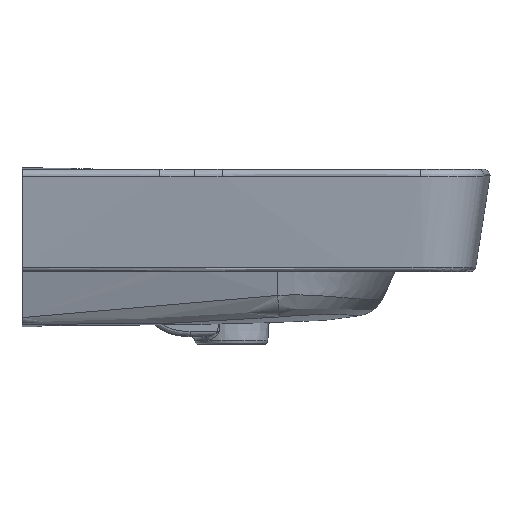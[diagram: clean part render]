
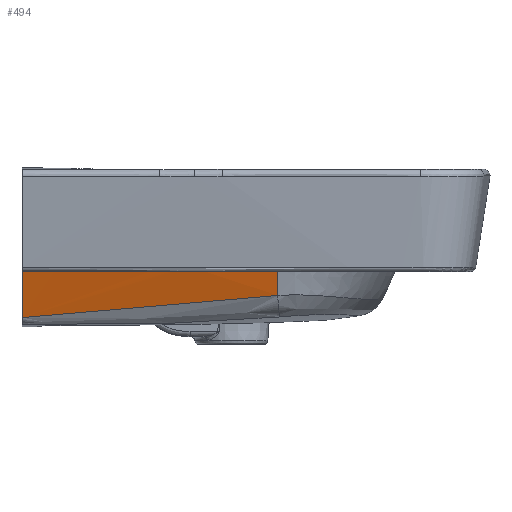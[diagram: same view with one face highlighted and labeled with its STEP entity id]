
A CAD part, left-side view. The second image highlights one B-rep face of the part: STEP entity #494.
In plain terms, the highlighted free-form (B-spline) face has degree [3, 3] with [7, 6] control points.
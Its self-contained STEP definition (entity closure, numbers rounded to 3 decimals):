
#111=(
BOUNDED_CURVE()
B_SPLINE_CURVE(3,(#13835,#13836,#13837,#13838),.UNSPECIFIED.,.F.,.F.)
B_SPLINE_CURVE_WITH_KNOTS((4,4),(0.,1.),.UNSPECIFIED.)
CURVE()
GEOMETRIC_REPRESENTATION_ITEM()
RATIONAL_B_SPLINE_CURVE((1.,1.,1.,1.))
REPRESENTATION_ITEM('')
);
#112=(
BOUNDED_CURVE()
B_SPLINE_CURVE(3,(#14266,#14267,#14268,#14269,#14270,#14271,#14272,#14273,
#14274,#14275,#14276,#14277,#14278,#14279,#14280,#14281),.UNSPECIFIED.,
 .F.,.F.)
B_SPLINE_CURVE_WITH_KNOTS((4,2,2,2,2,2,2,4),(0.,0.066,0.131,
0.263,0.525,0.788,0.919,
1.),.UNSPECIFIED.)
CURVE()
GEOMETRIC_REPRESENTATION_ITEM()
RATIONAL_B_SPLINE_CURVE((1.,1.,1.,
1.,1.,1.,1.,
1.,1.,1.,1.,1.,
1.,1.,1.,1.))
REPRESENTATION_ITEM('')
);
#113=(
BOUNDED_CURVE()
B_SPLINE_CURVE(3,(#14876,#14877,#14878,#14879,#14880,#14881),
 .UNSPECIFIED.,.F.,.F.)
B_SPLINE_CURVE_WITH_KNOTS((4,2,4),(0.,0.458,1.),
 .UNSPECIFIED.)
CURVE()
GEOMETRIC_REPRESENTATION_ITEM()
RATIONAL_B_SPLINE_CURVE((1.,1.,1.,1.,1.,1.))
REPRESENTATION_ITEM('')
);
#114=(
BOUNDED_CURVE()
B_SPLINE_CURVE(3,(#14996,#14997,#14998,#14999),.UNSPECIFIED.,.F.,.F.)
B_SPLINE_CURVE_WITH_KNOTS((4,4),(0.,1.),.UNSPECIFIED.)
CURVE()
GEOMETRIC_REPRESENTATION_ITEM()
RATIONAL_B_SPLINE_CURVE((1.,1.,1.,1.))
REPRESENTATION_ITEM('')
);
#494=ADVANCED_FACE('',(#846),#677,.F.);
#677=B_SPLINE_SURFACE_WITH_KNOTS('',3,3,((#15215,#15216,#15217,#15218,#15219,
#15220),(#15221,#15222,#15223,#15224,#15225,#15226),(#15227,#15228,#15229,
#15230,#15231,#15232),(#15233,#15234,#15235,#15236,#15237,#15238),(#15239,
#15240,#15241,#15242,#15243,#15244),(#15245,#15246,#15247,#15248,#15249,
#15250),(#15251,#15252,#15253,#15254,#15255,#15256)),.UNSPECIFIED.,.F.,
 .F.,.F.,(4,1,2,4),(4,2,4),(0.,0.44,0.88,1.),
(0.,0.951,1.),.UNSPECIFIED.);
#846=FACE_OUTER_BOUND('',#1131,.T.);
#1131=EDGE_LOOP('',(#2155,#2156,#2157,#2158,#2159,#2160,#2161,#2162));
#2155=ORIENTED_EDGE('',*,*,#3725,.F.);
#2156=ORIENTED_EDGE('',*,*,#3714,.F.);
#2157=ORIENTED_EDGE('',*,*,#3728,.T.);
#2158=ORIENTED_EDGE('',*,*,#3381,.F.);
#2159=ORIENTED_EDGE('',*,*,#3685,.F.);
#2160=ORIENTED_EDGE('',*,*,#3684,.F.);
#2161=ORIENTED_EDGE('',*,*,#3682,.F.);
#2162=ORIENTED_EDGE('',*,*,#3711,.F.);
#2955=VERTEX_POINT('',#5280);
#2956=VERTEX_POINT('',#5285);
#3131=VERTEX_POINT('',#13265);
#3139=VERTEX_POINT('',#13681);
#3141=VERTEX_POINT('',#13834);
#3159=VERTEX_POINT('',#14875);
#3161=VERTEX_POINT('',#14995);
#3162=VERTEX_POINT('',#15000);
#3381=EDGE_CURVE('',#2955,#2956,#4088,.T.);
#3682=EDGE_CURVE('',#3141,#3139,#111,.T.);
#3684=EDGE_CURVE('',#3139,#3131,#4258,.T.);
#3685=EDGE_CURVE('',#3131,#2955,#112,.T.);
#3711=EDGE_CURVE('',#3159,#3141,#113,.T.);
#3714=EDGE_CURVE('',#3161,#3162,#114,.T.);
#3725=EDGE_CURVE('',#3162,#3159,#4289,.T.);
#3728=EDGE_CURVE('',#3161,#2956,#4292,.T.);
#4088=B_SPLINE_CURVE_WITH_KNOTS('',3,(#5281,#5282,#5283,#5284),
 .UNSPECIFIED.,.F.,.F.,(4,4),(0.,1.),.UNSPECIFIED.);
#4258=B_SPLINE_CURVE_WITH_KNOTS('',3,(#13857,#13858,#13859,#13860,#13861,
#13862),.UNSPECIFIED.,.F.,.F.,(4,1,1,4),(0.,0.359,0.798,
1.),.UNSPECIFIED.);
#4289=B_SPLINE_CURVE_WITH_KNOTS('',3,(#15143,#15144,#15145,#15146),
 .UNSPECIFIED.,.F.,.F.,(4,4),(0.,1.),.UNSPECIFIED.);
#4292=B_SPLINE_CURVE_WITH_KNOTS('',3,(#15211,#15212,#15213,#15214),
 .UNSPECIFIED.,.F.,.F.,(4,4),(0.,1.),.UNSPECIFIED.);
#5280=CARTESIAN_POINT('',(-214.147,0.,-145.163));
#5281=CARTESIAN_POINT('',(-214.148,0.,-145.163));
#5282=CARTESIAN_POINT('',(-219.507,0.,-128.704));
#5283=CARTESIAN_POINT('',(-224.166,0.,-112.9));
#5284=CARTESIAN_POINT('',(-228.122,0.,-97.75));
#5285=CARTESIAN_POINT('',(-228.122,0.,-97.75));
#13265=CARTESIAN_POINT('',(-215.445,-250.998,-123.491));
#13681=CARTESIAN_POINT('',(-223.438,-251.346,-94.692));
#13834=CARTESIAN_POINT('',(-226.102,-167.861,-96.121));
#13835=CARTESIAN_POINT('',(-226.102,-167.861,-96.121));
#13836=CARTESIAN_POINT('',(-225.213,-195.704,-96.429));
#13837=CARTESIAN_POINT('',(-224.36,-223.53,-95.82));
#13838=CARTESIAN_POINT('',(-223.438,-251.346,-94.692));
#13857=CARTESIAN_POINT('',(-223.438,-251.346,-94.692));
#13858=CARTESIAN_POINT('',(-222.549,-251.308,-98.161));
#13859=CARTESIAN_POINT('',(-220.517,-251.219,-105.851));
#13860=CARTESIAN_POINT('',(-217.819,-251.102,-115.442));
#13861=CARTESIAN_POINT('',(-216.019,-251.023,-121.564));
#13862=CARTESIAN_POINT('',(-215.445,-250.998,-123.491));
#14266=CARTESIAN_POINT('',(-215.445,-250.998,-123.491));
#14267=CARTESIAN_POINT('',(-215.534,-245.513,-123.993));
#14268=CARTESIAN_POINT('',(-215.615,-240.084,-124.489));
#14269=CARTESIAN_POINT('',(-215.759,-229.207,-125.484));
#14270=CARTESIAN_POINT('',(-215.823,-223.753,-125.982));
#14271=CARTESIAN_POINT('',(-215.992,-207.382,-127.474));
#14272=CARTESIAN_POINT('',(-216.073,-196.457,-128.467));
#14273=CARTESIAN_POINT('',(-216.223,-163.638,-131.43));
#14274=CARTESIAN_POINT('',(-216.199,-141.701,-133.384));
#14275=CARTESIAN_POINT('',(-215.913,-97.722,-137.212));
#14276=CARTESIAN_POINT('',(-215.65,-75.682,-139.087));
#14277=CARTESIAN_POINT('',(-215.087,-42.572,-141.806));
#14278=CARTESIAN_POINT('',(-214.872,-31.525,-142.697));
#14279=CARTESIAN_POINT('',(-214.479,-13.658,-144.107));
#14280=CARTESIAN_POINT('',(-214.315,-6.83,-144.637));
#14281=CARTESIAN_POINT('',(-214.147,0.,-145.162));
#14875=CARTESIAN_POINT('',(-227.879,-150.443,-91.034));
#14876=CARTESIAN_POINT('',(-227.879,-150.443,-91.034));
#14877=CARTESIAN_POINT('',(-227.458,-152.819,-92.465));
#14878=CARTESIAN_POINT('',(-227.093,-155.336,-93.635));
#14879=CARTESIAN_POINT('',(-226.447,-161.199,-95.528));
#14880=CARTESIAN_POINT('',(-226.21,-164.502,-96.084));
#14881=CARTESIAN_POINT('',(-226.102,-167.861,-96.121));
#14995=CARTESIAN_POINT('',(-228.024,-33.589,-97.75));
#14996=CARTESIAN_POINT('',(-228.024,-33.589,-97.75));
#14997=CARTESIAN_POINT('',(-228.605,-34.067,-95.513));
#14998=CARTESIAN_POINT('',(-229.176,-34.546,-93.275));
#14999=CARTESIAN_POINT('',(-229.735,-35.025,-91.034));
#15000=CARTESIAN_POINT('',(-229.735,-35.025,-91.034));
#15143=CARTESIAN_POINT('',(-229.735,-35.025,-91.034));
#15144=CARTESIAN_POINT('',(-229.501,-73.503,-91.034));
#15145=CARTESIAN_POINT('',(-228.882,-111.978,-91.034));
#15146=CARTESIAN_POINT('',(-227.879,-150.443,-91.034));
#15211=CARTESIAN_POINT('',(-228.024,-33.589,-97.75));
#15212=CARTESIAN_POINT('',(-228.089,-22.393,-97.75));
#15213=CARTESIAN_POINT('',(-228.122,-11.196,-97.75));
#15214=CARTESIAN_POINT('',(-228.122,0.,-97.75));
#15215=CARTESIAN_POINT('',(-210.809,0.,-155.235));
#15216=CARTESIAN_POINT('',(-210.809,-83.546,-155.235));
#15217=CARTESIAN_POINT('',(-208.989,-167.092,-155.235));
#15218=CARTESIAN_POINT('',(-205.163,-254.867,-155.235));
#15219=CARTESIAN_POINT('',(-204.975,-259.176,-155.235));
#15220=CARTESIAN_POINT('',(-204.787,-263.485,-155.235));
#15221=CARTESIAN_POINT('',(-216.397,0.051,-138.664));
#15222=CARTESIAN_POINT('',(-216.396,-83.593,-138.664));
#15223=CARTESIAN_POINT('',(-214.574,-167.237,-138.664));
#15224=CARTESIAN_POINT('',(-210.745,-255.115,-138.664));
#15225=CARTESIAN_POINT('',(-210.557,-259.429,-138.664));
#15226=CARTESIAN_POINT('',(-210.369,-263.743,-138.664));
#15227=CARTESIAN_POINT('',(-226.753,0.114,-105.243));
#15228=CARTESIAN_POINT('',(-226.752,-83.701,-105.243));
#15229=CARTESIAN_POINT('',(-224.926,-167.517,-105.243));
#15230=CARTESIAN_POINT('',(-221.09,-255.575,-105.243));
#15231=CARTESIAN_POINT('',(-220.902,-259.898,-105.243));
#15232=CARTESIAN_POINT('',(-220.714,-264.221,-105.243));
#15233=CARTESIAN_POINT('',(-234.767,0.063,-71.17));
#15234=CARTESIAN_POINT('',(-234.767,-83.852,-71.17));
#15235=CARTESIAN_POINT('',(-232.939,-167.766,-71.17));
#15236=CARTESIAN_POINT('',(-229.097,-255.929,-71.17));
#15237=CARTESIAN_POINT('',(-228.909,-260.257,-71.17));
#15238=CARTESIAN_POINT('',(-228.72,-264.585,-71.17));
#15239=CARTESIAN_POINT('',(-238.871,-0.017,-49.277));
#15240=CARTESIAN_POINT('',(-238.871,-83.965,-49.277));
#15241=CARTESIAN_POINT('',(-237.041,-167.912,-49.277));
#15242=CARTESIAN_POINT('',(-233.197,-256.11,-49.277));
#15243=CARTESIAN_POINT('',(-233.008,-260.439,-49.277));
#15244=CARTESIAN_POINT('',(-232.819,-264.769,-49.277));
#15245=CARTESIAN_POINT('',(-239.752,-0.034,-44.571));
#15246=CARTESIAN_POINT('',(-239.753,-83.989,-44.571));
#15247=CARTESIAN_POINT('',(-237.923,-167.944,-44.571));
#15248=CARTESIAN_POINT('',(-234.078,-256.148,-44.571));
#15249=CARTESIAN_POINT('',(-233.889,-260.478,-44.571));
#15250=CARTESIAN_POINT('',(-233.7,-264.808,-44.571));
#15251=CARTESIAN_POINT('',(-240.634,-0.052,-39.865));
#15252=CARTESIAN_POINT('',(-240.635,-84.013,-39.865));
#15253=CARTESIAN_POINT('',(-238.805,-167.975,-39.865));
#15254=CARTESIAN_POINT('',(-234.959,-256.187,-39.865));
#15255=CARTESIAN_POINT('',(-234.77,-260.517,-39.865));
#15256=CARTESIAN_POINT('',(-234.581,-264.848,-39.865));
